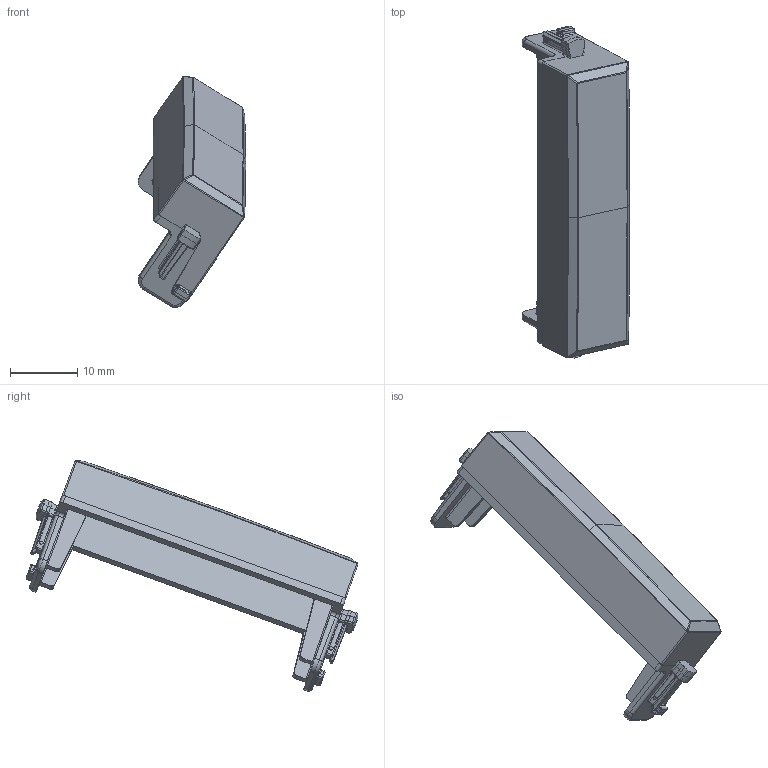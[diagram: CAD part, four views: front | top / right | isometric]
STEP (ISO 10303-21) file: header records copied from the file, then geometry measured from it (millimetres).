
FILE_DESCRIPTION(('CATIA V5 STEP Exchange'),'2;1');
FILE_NAME('442013R.stp','2024-03-06T11:05:06+00:00',('none'),('none'),'CATIA Version 5-6 Release 2016 SP6','CATIA V5 STEP AP203','none');
FILE_SCHEMA(('CONFIG_CONTROL_DESIGN'));
Length unit declared in the file: millimetre
Products named in the file (1): 442013A
Assembly tree (1 placements, depth 2):
  442013A
    #57
Bounding box: 15.98 x 49.39 x 34.32 mm (x, y, z)
Volume: 2243.8 mm3; surface area: 3459.8 mm2
Topology: 1 solids, 1 shells, 870 faces, 2314 edges, 1427 vertices
Faces by surface type: plane 480, cylinder 212, bspline 79, sphere 46, extrusion 24, cone 20, torus 5, revolution 4
Entity records: 33384 total; most frequent: CARTESIAN_POINT 14329, ORIENTED_EDGE 4520, DIRECTION 2856, EDGE_CURVE 2260, VERTEX_POINT 1427, VECTOR 1350, LINE 1326, AXIS2_PLACEMENT_3D 916
